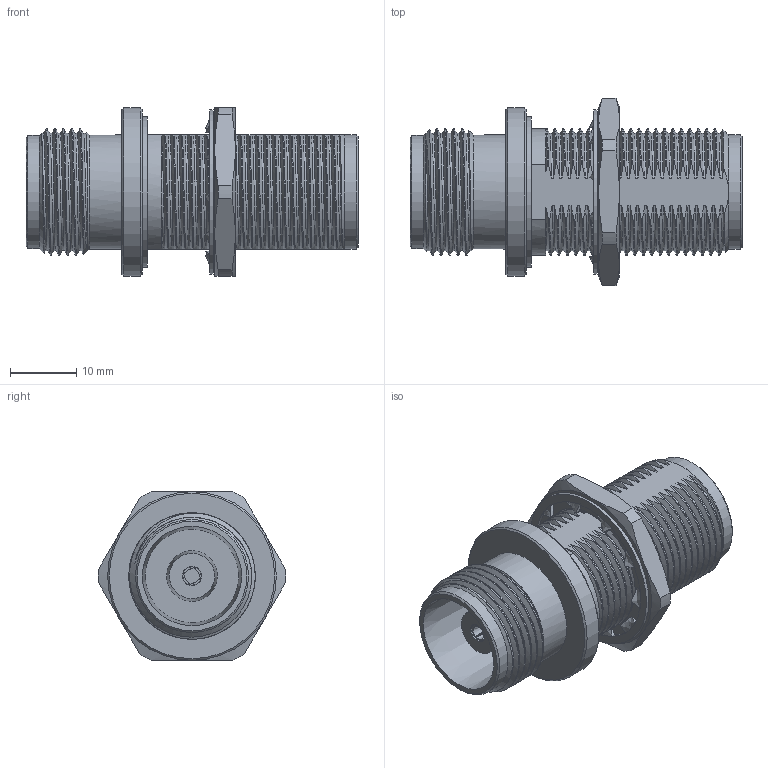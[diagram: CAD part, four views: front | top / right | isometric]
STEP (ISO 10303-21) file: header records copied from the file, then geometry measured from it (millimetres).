
FILE_DESCRIPTION (( 'STEP AP203' ), '1' );
FILE_NAME ('SM3912_3D.step', '2020-10-27T21:24:59', ( '' ), ( '' ), 'SwSTEP 2.0', 'SolidWorks 2018', '' );
FILE_SCHEMA (( 'CONFIG_CONTROL_DESIGN' ));
Products named in the file (1): SM3912_3D
Bounding box: 50 x 28.22 x 25.4 mm (x, y, z)
Volume: 10655.8 mm3; surface area: 8811 mm2
Topology: 4 solids, 4 shells, 371 faces, 1083 edges, 729 vertices
Faces by surface type: bspline 178, cylinder 87, plane 72, cone 34
Full cylindrical faces by diameter (mm): 2.886 x2, 17.035 x1, 17.17 x2, 19.05 x1, 19.655 x1, 22.703 x1, 23.298 x1, 24.765 x1, 25.4 x1
Entity records: 120740 total; most frequent: CARTESIAN_POINT 113101, ORIENTED_EDGE 2102, EDGE_CURVE 1051, DIRECTION 930, VERTEX_POINT 720, EDGE_LOOP 409, FACE_OUTER_BOUND 382, ADVANCED_FACE 371
